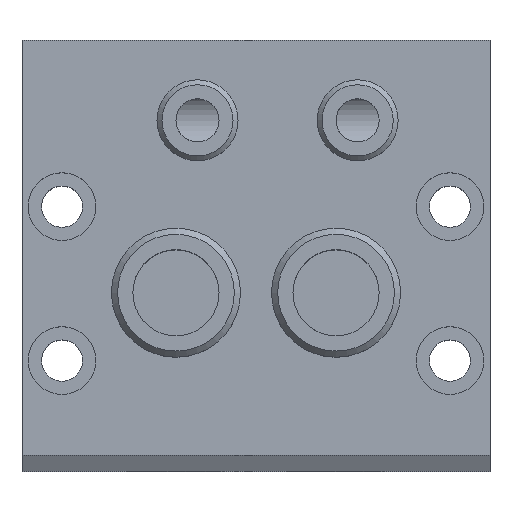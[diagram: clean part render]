
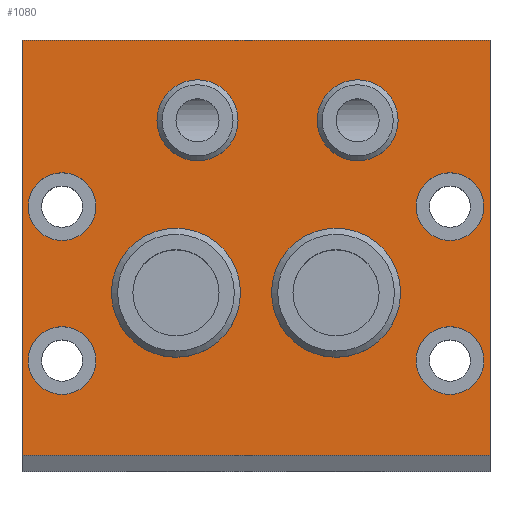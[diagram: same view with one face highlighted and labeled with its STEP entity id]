
A CAD part, top view. The second image highlights one B-rep face of the part: STEP entity #1080.
In plain terms, the highlighted planar face has unit normal (0, 0, 1).
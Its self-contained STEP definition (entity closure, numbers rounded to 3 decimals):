
#98=FACE_BOUND('',#332,.T.);
#99=FACE_BOUND('',#333,.T.);
#100=FACE_BOUND('',#334,.T.);
#101=FACE_BOUND('',#335,.T.);
#102=FACE_BOUND('',#336,.T.);
#103=FACE_BOUND('',#337,.T.);
#104=FACE_BOUND('',#338,.T.);
#105=FACE_BOUND('',#339,.T.);
#172=CIRCLE('',#1208,5.5);
#173=CIRCLE('',#1209,5.5);
#174=CIRCLE('',#1211,5.5);
#175=CIRCLE('',#1212,5.5);
#176=CIRCLE('',#1214,5.5);
#177=CIRCLE('',#1215,5.5);
#178=CIRCLE('',#1217,5.5);
#179=CIRCLE('',#1218,5.5);
#180=CIRCLE('',#1220,9.3);
#181=CIRCLE('',#1222,5.6);
#183=CIRCLE('',#1225,9.3);
#184=CIRCLE('',#1227,5.6);
#249=FACE_OUTER_BOUND('',#331,.T.);
#331=EDGE_LOOP('',(#954,#955,#956,#957));
#332=EDGE_LOOP('',(#958));
#333=EDGE_LOOP('',(#959));
#334=EDGE_LOOP('',(#960));
#335=EDGE_LOOP('',(#961));
#336=EDGE_LOOP('',(#962,#963));
#337=EDGE_LOOP('',(#964,#965));
#338=EDGE_LOOP('',(#966,#967));
#339=EDGE_LOOP('',(#968,#969));
#355=LINE('',#1611,#411);
#361=LINE('',#1622,#417);
#398=LINE('',#2022,#454);
#404=LINE('',#2045,#460);
#411=VECTOR('',#1260,10.);
#417=VECTOR('',#1268,10.);
#454=VECTOR('',#1543,10.);
#460=VECTOR('',#1573,10.);
#467=VERTEX_POINT('',#1608);
#468=VERTEX_POINT('',#1610);
#472=VERTEX_POINT('',#1620);
#540=VERTEX_POINT('',#1974);
#541=VERTEX_POINT('',#1975);
#542=VERTEX_POINT('',#1980);
#543=VERTEX_POINT('',#1981);
#544=VERTEX_POINT('',#1986);
#545=VERTEX_POINT('',#1987);
#546=VERTEX_POINT('',#1992);
#547=VERTEX_POINT('',#1993);
#548=VERTEX_POINT('',#1998);
#549=VERTEX_POINT('',#2002);
#551=VERTEX_POINT('',#2008);
#552=VERTEX_POINT('',#2012);
#554=VERTEX_POINT('',#2020);
#565=EDGE_CURVE('',#467,#468,#355,.T.);
#571=EDGE_CURVE('',#467,#472,#361,.T.);
#665=EDGE_CURVE('',#540,#541,#172,.T.);
#666=EDGE_CURVE('',#541,#540,#173,.T.);
#668=EDGE_CURVE('',#542,#543,#174,.T.);
#669=EDGE_CURVE('',#543,#542,#175,.T.);
#671=EDGE_CURVE('',#544,#545,#176,.T.);
#672=EDGE_CURVE('',#545,#544,#177,.T.);
#674=EDGE_CURVE('',#546,#547,#178,.T.);
#675=EDGE_CURVE('',#547,#546,#179,.T.);
#678=EDGE_CURVE('',#548,#548,#180,.T.);
#680=EDGE_CURVE('',#549,#549,#181,.T.);
#683=EDGE_CURVE('',#551,#551,#183,.T.);
#685=EDGE_CURVE('',#552,#552,#184,.T.);
#689=EDGE_CURVE('',#472,#554,#398,.T.);
#700=EDGE_CURVE('',#554,#468,#404,.T.);
#954=ORIENTED_EDGE('',*,*,#565,.F.);
#955=ORIENTED_EDGE('',*,*,#571,.T.);
#956=ORIENTED_EDGE('',*,*,#689,.T.);
#957=ORIENTED_EDGE('',*,*,#700,.T.);
#958=ORIENTED_EDGE('',*,*,#685,.T.);
#959=ORIENTED_EDGE('',*,*,#683,.T.);
#960=ORIENTED_EDGE('',*,*,#680,.T.);
#961=ORIENTED_EDGE('',*,*,#678,.T.);
#962=ORIENTED_EDGE('',*,*,#674,.T.);
#963=ORIENTED_EDGE('',*,*,#675,.T.);
#964=ORIENTED_EDGE('',*,*,#671,.T.);
#965=ORIENTED_EDGE('',*,*,#672,.T.);
#966=ORIENTED_EDGE('',*,*,#668,.T.);
#967=ORIENTED_EDGE('',*,*,#669,.T.);
#968=ORIENTED_EDGE('',*,*,#665,.T.);
#969=ORIENTED_EDGE('',*,*,#666,.T.);
#1020=PLANE('',#1242);
#1080=ADVANCED_FACE('',(#249,#98,#99,#100,#101,#102,#103,#104,#105),#1020,
 .T.);
#1208=AXIS2_PLACEMENT_3D('',#1976,#1488,#1489);
#1209=AXIS2_PLACEMENT_3D('',#1977,#1490,#1491);
#1211=AXIS2_PLACEMENT_3D('',#1982,#1495,#1496);
#1212=AXIS2_PLACEMENT_3D('',#1983,#1497,#1498);
#1214=AXIS2_PLACEMENT_3D('',#1988,#1502,#1503);
#1215=AXIS2_PLACEMENT_3D('',#1989,#1504,#1505);
#1217=AXIS2_PLACEMENT_3D('',#1994,#1509,#1510);
#1218=AXIS2_PLACEMENT_3D('',#1995,#1511,#1512);
#1220=AXIS2_PLACEMENT_3D('',#2000,#1517,#1518);
#1222=AXIS2_PLACEMENT_3D('',#2004,#1522,#1523);
#1225=AXIS2_PLACEMENT_3D('',#2010,#1529,#1530);
#1227=AXIS2_PLACEMENT_3D('',#2014,#1534,#1535);
#1242=AXIS2_PLACEMENT_3D('',#2047,#1575,#1576);
#1260=DIRECTION('',(-1.,0.,0.));
#1268=DIRECTION('',(0.,1.,0.));
#1488=DIRECTION('center_axis',(0.,0.,-1.));
#1489=DIRECTION('ref_axis',(1.,0.,0.));
#1490=DIRECTION('center_axis',(0.,0.,-1.));
#1491=DIRECTION('ref_axis',(1.,0.,0.));
#1495=DIRECTION('center_axis',(0.,0.,-1.));
#1496=DIRECTION('ref_axis',(1.,0.,0.));
#1497=DIRECTION('center_axis',(0.,0.,-1.));
#1498=DIRECTION('ref_axis',(1.,0.,0.));
#1502=DIRECTION('center_axis',(0.,0.,-1.));
#1503=DIRECTION('ref_axis',(1.,0.,0.));
#1504=DIRECTION('center_axis',(0.,0.,-1.));
#1505=DIRECTION('ref_axis',(1.,0.,0.));
#1509=DIRECTION('center_axis',(0.,0.,-1.));
#1510=DIRECTION('ref_axis',(1.,0.,0.));
#1511=DIRECTION('center_axis',(0.,0.,-1.));
#1512=DIRECTION('ref_axis',(1.,0.,0.));
#1517=DIRECTION('center_axis',(0.,0.,-1.));
#1518=DIRECTION('ref_axis',(-1.,0.,0.));
#1522=DIRECTION('center_axis',(0.,0.,-1.));
#1523=DIRECTION('ref_axis',(-1.,0.,0.));
#1529=DIRECTION('center_axis',(0.,0.,-1.));
#1530=DIRECTION('ref_axis',(-1.,0.,0.));
#1534=DIRECTION('center_axis',(0.,0.,-1.));
#1535=DIRECTION('ref_axis',(-1.,0.,0.));
#1543=DIRECTION('',(-1.,0.,0.));
#1573=DIRECTION('',(0.,-1.,0.));
#1575=DIRECTION('center_axis',(0.,0.,1.));
#1576=DIRECTION('ref_axis',(1.,0.,0.));
#1608=CARTESIAN_POINT('',(38.,-32.402,25.));
#1610=CARTESIAN_POINT('',(-38.,-32.402,25.));
#1611=CARTESIAN_POINT('',(-19.,-32.402,25.));
#1620=CARTESIAN_POINT('',(38.,35.,25.));
#1622=CARTESIAN_POINT('',(38.,35.,25.));
#1974=CARTESIAN_POINT('',(37.,-17.,25.));
#1975=CARTESIAN_POINT('',(26.,-17.,25.));
#1976=CARTESIAN_POINT('Origin',(31.5,-17.,25.));
#1977=CARTESIAN_POINT('Origin',(31.5,-17.,25.));
#1980=CARTESIAN_POINT('',(37.,8.,25.));
#1981=CARTESIAN_POINT('',(26.,8.,25.));
#1982=CARTESIAN_POINT('Origin',(31.5,8.,25.));
#1983=CARTESIAN_POINT('Origin',(31.5,8.,25.));
#1986=CARTESIAN_POINT('',(-26.,8.,25.));
#1987=CARTESIAN_POINT('',(-37.,8.,25.));
#1988=CARTESIAN_POINT('Origin',(-31.5,8.,25.));
#1989=CARTESIAN_POINT('Origin',(-31.5,8.,25.));
#1992=CARTESIAN_POINT('',(-26.,-17.,25.));
#1993=CARTESIAN_POINT('',(-37.,-17.,25.));
#1994=CARTESIAN_POINT('Origin',(-31.5,-17.,25.));
#1995=CARTESIAN_POINT('Origin',(-31.5,-17.,25.));
#1998=CARTESIAN_POINT('',(-3.7,-6.,25.));
#2000=CARTESIAN_POINT('Origin',(-13.,-6.,25.));
#2002=CARTESIAN_POINT('',(-3.9,22.,25.));
#2004=CARTESIAN_POINT('Origin',(-9.5,22.,25.));
#2008=CARTESIAN_POINT('',(22.3,-6.,25.));
#2010=CARTESIAN_POINT('Origin',(13.,-6.,25.));
#2012=CARTESIAN_POINT('',(22.1,22.,25.));
#2014=CARTESIAN_POINT('Origin',(16.5,22.,25.));
#2020=CARTESIAN_POINT('',(-38.,35.,25.));
#2022=CARTESIAN_POINT('',(-38.,35.,25.));
#2045=CARTESIAN_POINT('',(-38.,-35.,25.));
#2047=CARTESIAN_POINT('Origin',(0.,0.,25.));
